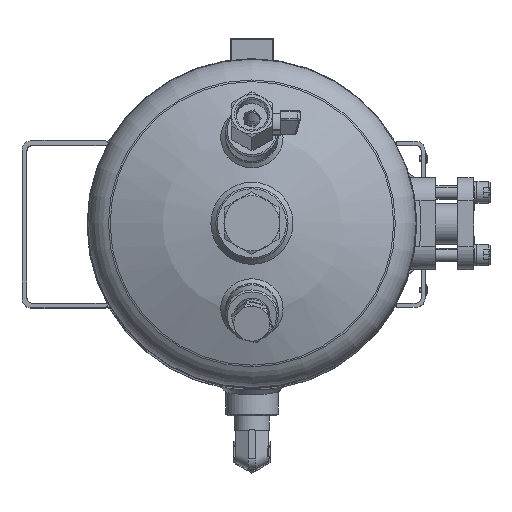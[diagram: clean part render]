
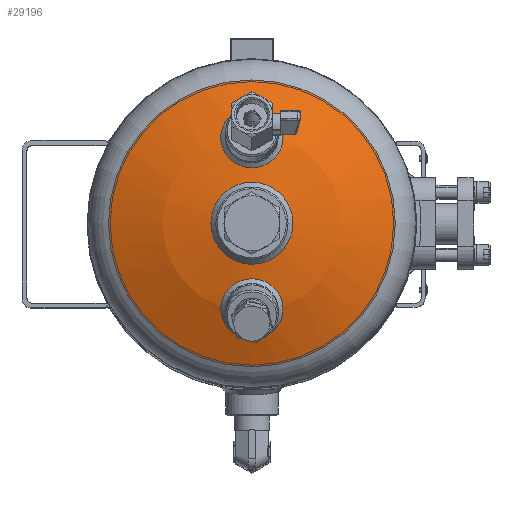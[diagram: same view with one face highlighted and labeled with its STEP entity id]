
A CAD part, top view. The second image highlights one B-rep face of the part: STEP entity #29196.
In plain terms, the highlighted spherical face has radius 202.3 mm.
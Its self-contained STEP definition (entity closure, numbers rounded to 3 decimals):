
#253=SPHERICAL_SURFACE('',#34598,202.3);
#7386=ORIENTED_EDGE('',*,*,#15722,.T.);
#7387=ORIENTED_EDGE('',*,*,#15726,.T.);
#7388=ORIENTED_EDGE('',*,*,#15727,.F.);
#7389=ORIENTED_EDGE('',*,*,#15728,.F.);
#15722=EDGE_CURVE('',#19953,#19953,#22928,.T.);
#15726=EDGE_CURVE('',#19957,#19957,#22932,.T.);
#15727=EDGE_CURVE('',#19958,#19958,#22933,.T.);
#15728=EDGE_CURVE('',#19959,#19959,#22934,.F.);
#19953=VERTEX_POINT('',#44540);
#19957=VERTEX_POINT('',#44550);
#19958=VERTEX_POINT('',#44552);
#19959=VERTEX_POINT('',#44554);
#22928=CIRCLE('',#34593,15.);
#22932=CIRCLE('',#34599,15.);
#22933=CIRCLE('',#34600,87.326);
#22934=CIRCLE('',#34601,20.);
#23882=EDGE_LOOP('',(#7386));
#23883=EDGE_LOOP('',(#7387));
#23884=EDGE_LOOP('',(#7388));
#23885=EDGE_LOOP('',(#7389));
#26345=FACE_BOUND('',#23882,.T.);
#26346=FACE_BOUND('',#23883,.T.);
#26347=FACE_BOUND('',#23884,.T.);
#26348=FACE_BOUND('',#23885,.T.);
#29196=ADVANCED_FACE('',(#26345,#26346,#26347,#26348),#253,.T.);
#34593=AXIS2_PLACEMENT_3D('',#44539,#37484,#37485);
#34598=AXIS2_PLACEMENT_3D('',#44548,#37494,#37495);
#34599=AXIS2_PLACEMENT_3D('',#44549,#37496,#37497);
#34600=AXIS2_PLACEMENT_3D('',#44551,#37498,#37499);
#34601=AXIS2_PLACEMENT_3D('',#44553,#37500,#37501);
#37484=DIRECTION('',(0.259,0.,-0.966));
#37485=DIRECTION('',(0.966,0.,0.259));
#37494=DIRECTION('',(0.,0.,-1.));
#37495=DIRECTION('',(1.,0.,0.));
#37496=DIRECTION('',(-0.259,0.,-0.966));
#37497=DIRECTION('',(-0.966,0.,0.259));
#37498=DIRECTION('',(0.,0.,-1.));
#37499=DIRECTION('',(-1.,0.,0.));
#37500=DIRECTION('',(0.,0.,-1.));
#37501=DIRECTION('',(-1.,0.,0.));
#44539=CARTESIAN_POINT('',(-52.215,0.,46.028));
#44540=CARTESIAN_POINT('',(-37.726,0.,49.911));
#44548=CARTESIAN_POINT('',(0.,0.,-148.841));
#44549=CARTESIAN_POINT('',(52.215,0.,46.028));
#44550=CARTESIAN_POINT('',(37.726,0.,49.911));
#44551=CARTESIAN_POINT('',(0.,0.,33.641));
#44552=CARTESIAN_POINT('',(-87.326,0.,33.641));
#44553=CARTESIAN_POINT('',(0.,0.,52.468));
#44554=CARTESIAN_POINT('',(-20.,0.,52.468));
